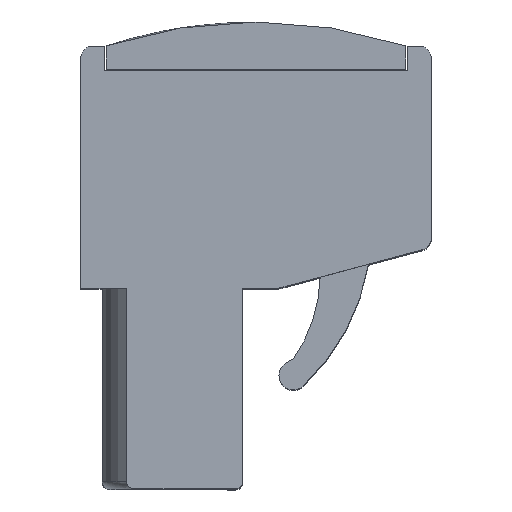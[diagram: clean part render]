
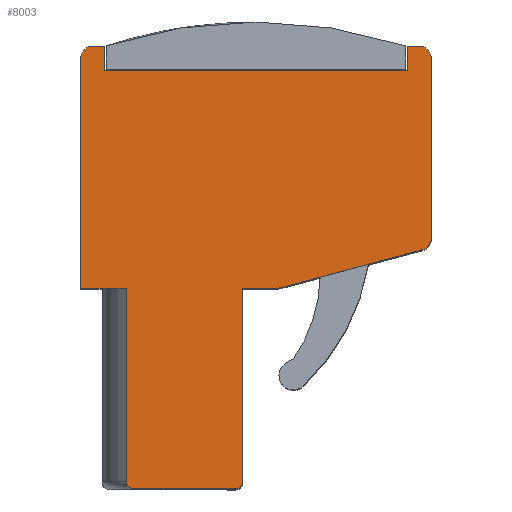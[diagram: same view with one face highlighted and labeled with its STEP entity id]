
A CAD part, top view. The second image highlights one B-rep face of the part: STEP entity #8003.
In plain terms, the highlighted planar face has unit normal (0, 0, 1).
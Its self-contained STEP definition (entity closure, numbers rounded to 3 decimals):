
#148 = CARTESIAN_POINT ( 'NONE',  ( 10.7, 17.8, 2.54 ) ) ;
#290 = DIRECTION ( 'NONE',  ( -1., 0., 0. ) ) ;
#359 = VERTEX_POINT ( 'NONE', #7735 ) ;
#447 = CARTESIAN_POINT ( 'NONE',  ( 4.4, 8.3, 2.54 ) ) ;
#485 = VECTOR ( 'NONE', #7471, 1000. ) ;
#676 = VECTOR ( 'NONE', #4035, 1000. ) ;
#796 = DIRECTION ( 'NONE',  ( 1., 0., 0. ) ) ;
#909 = DIRECTION ( 'NONE',  ( -1., 0., 0. ) ) ;
#1019 = VERTEX_POINT ( 'NONE', #7854 ) ;
#1023 = VERTEX_POINT ( 'NONE', #14600 ) ;
#1081 = EDGE_CURVE ( 'NONE', #3860, #6382, #1951, .T. ) ;
#1155 = CARTESIAN_POINT ( 'NONE',  ( 10.2, 10.372, 2.54 ) ) ;
#1159 = CARTESIAN_POINT ( 'NONE',  ( 2.9, 8.3, 2.54 ) ) ;
#1406 = DIRECTION ( 'NONE',  ( 1., 0., 0. ) ) ;
#1487 = VECTOR ( 'NONE', #3444, 1000. ) ;
#1658 = EDGE_CURVE ( 'NONE', #9146, #13623, #12709, .T. ) ;
#1951 = LINE ( 'NONE', #10280, #7989 ) ;
#2025 = VECTOR ( 'NONE', #909, 1000. ) ;
#2285 = DIRECTION ( 'NONE',  ( 1., 0., 0. ) ) ;
#2385 = ORIENTED_EDGE ( 'NONE', *, *, #10084, .T. ) ;
#2456 = VERTEX_POINT ( 'NONE', #8064 ) ;
#2500 = ORIENTED_EDGE ( 'NONE', *, *, #13356, .T. ) ;
#2610 = ORIENTED_EDGE ( 'NONE', *, *, #14352, .T. ) ;
#2703 = CARTESIAN_POINT ( 'NONE',  ( -1.6, 0., 2.54 ) ) ;
#2911 = CARTESIAN_POINT ( 'NONE',  ( -1.9, 0., 2.54 ) ) ;
#3001 = ORIENTED_EDGE ( 'NONE', *, *, #1658, .F. ) ;
#3037 = CIRCLE ( 'NONE', #4742, 0.3 ) ;
#3069 = DIRECTION ( 'NONE',  ( 0., 1., 0. ) ) ;
#3104 = DIRECTION ( 'NONE',  ( 0., 0., 1. ) ) ;
#3111 = CARTESIAN_POINT ( 'NONE',  ( 10.7, 18.3, 2.54 ) ) ;
#3382 = CARTESIAN_POINT ( 'NONE',  ( 2.9, 0., 2.54 ) ) ;
#3444 = DIRECTION ( 'NONE',  ( 0., -1., 0. ) ) ;
#3504 = DIRECTION ( 'NONE',  ( 0., 1., 0. ) ) ;
#3707 = AXIS2_PLACEMENT_3D ( 'NONE', #13528, #6792, #14674 ) ;
#3838 = EDGE_CURVE ( 'NONE', #12397, #7058, #5373, .T. ) ;
#3860 = VERTEX_POINT ( 'NONE', #13276 ) ;
#3878 = CARTESIAN_POINT ( 'NONE',  ( -2.8, 17.3, 2.54 ) ) ;
#3917 = ORIENTED_EDGE ( 'NONE', *, *, #6060, .T. ) ;
#4035 = DIRECTION ( 'NONE',  ( -1., 0., 0. ) ) ;
#4042 = ORIENTED_EDGE ( 'NONE', *, *, #13335, .T. ) ;
#4090 = CIRCLE ( 'NONE', #5828, 0.3 ) ;
#4286 = AXIS2_PLACEMENT_3D ( 'NONE', #14348, #7619, #796 ) ;
#4344 = CARTESIAN_POINT ( 'NONE',  ( -3.8, 17.8, 2.54 ) ) ;
#4395 = VECTOR ( 'NONE', #1406, 1000. ) ;
#4582 = EDGE_CURVE ( 'NONE', #1023, #2456, #6958, .T. ) ;
#4742 = AXIS2_PLACEMENT_3D ( 'NONE', #5439, #13330, #6590 ) ;
#4761 = CARTESIAN_POINT ( 'NONE',  ( 4.4, 8.3, 2.54 ) ) ;
#4838 = CARTESIAN_POINT ( 'NONE',  ( -3.3, 17.8, 2.54 ) ) ;
#4973 = ORIENTED_EDGE ( 'NONE', *, *, #10092, .T. ) ;
#5062 = LINE ( 'NONE', #3111, #2025 ) ;
#5081 = EDGE_CURVE ( 'NONE', #7855, #9761, #7532, .T. ) ;
#5130 = VERTEX_POINT ( 'NONE', #148 ) ;
#5331 = VECTOR ( 'NONE', #12801, 1000. ) ;
#5373 = LINE ( 'NONE', #14311, #8027 ) ;
#5439 = CARTESIAN_POINT ( 'NONE',  ( 2.6, 0.3, 2.54 ) ) ;
#5677 = ORIENTED_EDGE ( 'NONE', *, *, #8576, .T. ) ;
#5828 = AXIS2_PLACEMENT_3D ( 'NONE', #9876, #3104, #10992 ) ;
#5986 = DIRECTION ( 'NONE',  ( 1., 0., 0. ) ) ;
#6060 = EDGE_CURVE ( 'NONE', #7855, #12211, #12412, .T. ) ;
#6382 = VERTEX_POINT ( 'NONE', #12105 ) ;
#6426 = VECTOR ( 'NONE', #290, 1000. ) ;
#6547 = VERTEX_POINT ( 'NONE', #1159 ) ;
#6590 = DIRECTION ( 'NONE',  ( 1., 0., 0. ) ) ;
#6594 = CARTESIAN_POINT ( 'NONE',  ( -1.9, 0.3, 2.54 ) ) ;
#6792 = DIRECTION ( 'NONE',  ( 0., 0., 1. ) ) ;
#6958 = CIRCLE ( 'NONE', #7136, 0.5 ) ;
#7058 = VERTEX_POINT ( 'NONE', #12035 ) ;
#7136 = AXIS2_PLACEMENT_3D ( 'NONE', #1155, #9092, #2285 ) ;
#7139 = CARTESIAN_POINT ( 'NONE',  ( -2.8, 17.3, 2.54 ) ) ;
#7306 = ORIENTED_EDGE ( 'NONE', *, *, #9268, .F. ) ;
#7360 = ORIENTED_EDGE ( 'NONE', *, *, #12073, .T. ) ;
#7370 = VERTEX_POINT ( 'NONE', #4761 ) ;
#7471 = DIRECTION ( 'NONE',  ( 0., -1., 0. ) ) ;
#7527 = EDGE_LOOP ( 'NONE', ( #10817, #4973, #3001, #13108, #2610, #5677, #7583, #9008, #2500, #2385, #4042, #10477, #7306, #14381, #3917, #10792, #11878, #7360 ) ) ;
#7532 = LINE ( 'NONE', #13601, #1487 ) ;
#7583 = ORIENTED_EDGE ( 'NONE', *, *, #12078, .T. ) ;
#7619 = DIRECTION ( 'NONE',  ( 0., 0., 1. ) ) ;
#7717 = CIRCLE ( 'NONE', #13435, 0.5 ) ;
#7732 = VECTOR ( 'NONE', #13320, 1000. ) ;
#7735 = CARTESIAN_POINT ( 'NONE',  ( 2.9, 0.3, 2.54 ) ) ;
#7768 = LINE ( 'NONE', #10479, #4395 ) ;
#7819 = CARTESIAN_POINT ( 'NONE',  ( -2.8, 18.3, 2.54 ) ) ;
#7854 = CARTESIAN_POINT ( 'NONE',  ( -3.8, 8.3, 2.54 ) ) ;
#7855 = VERTEX_POINT ( 'NONE', #7819 ) ;
#7924 = EDGE_CURVE ( 'NONE', #9146, #359, #3037, .T. ) ;
#7989 = VECTOR ( 'NONE', #3504, 1000. ) ;
#8003 = ADVANCED_FACE ( 'NONE', ( #10101 ), #11214, .T. ) ;
#8027 = VECTOR ( 'NONE', #3069, 1000. ) ;
#8064 = CARTESIAN_POINT ( 'NONE',  ( 10.7, 10.372, 2.54 ) ) ;
#8194 = CARTESIAN_POINT ( 'NONE',  ( 10.2, 18.3, 2.54 ) ) ;
#8344 = LINE ( 'NONE', #11693, #5331 ) ;
#8363 = DIRECTION ( 'NONE',  ( 0.966, 0.259, 0. ) ) ;
#8576 = EDGE_CURVE ( 'NONE', #6547, #7370, #7768, .T. ) ;
#8814 = EDGE_CURVE ( 'NONE', #12761, #1019, #9526, .T. ) ;
#8846 = CARTESIAN_POINT ( 'NONE',  ( 10.7, 9.988, 2.54 ) ) ;
#9008 = ORIENTED_EDGE ( 'NONE', *, *, #4582, .T. ) ;
#9092 = DIRECTION ( 'NONE',  ( 0., 0., 1. ) ) ;
#9146 = VERTEX_POINT ( 'NONE', #10411 ) ;
#9268 = EDGE_CURVE ( 'NONE', #9761, #3860, #14198, .T. ) ;
#9353 = CARTESIAN_POINT ( 'NONE',  ( 10.7, 18.3, 2.54 ) ) ;
#9526 = LINE ( 'NONE', #10847, #485 ) ;
#9712 = VERTEX_POINT ( 'NONE', #8194 ) ;
#9761 = VERTEX_POINT ( 'NONE', #7139 ) ;
#9876 = CARTESIAN_POINT ( 'NONE',  ( -1.6, 0.3, 2.54 ) ) ;
#10084 = EDGE_CURVE ( 'NONE', #5130, #9712, #10111, .T. ) ;
#10092 = EDGE_CURVE ( 'NONE', #12397, #13623, #4090, .T. ) ;
#10101 = FACE_OUTER_BOUND ( 'NONE', #7527, .T. ) ;
#10111 = CIRCLE ( 'NONE', #4286, 0.5 ) ;
#10280 = CARTESIAN_POINT ( 'NONE',  ( 9.7, 18.3, 2.54 ) ) ;
#10411 = CARTESIAN_POINT ( 'NONE',  ( 2.6, 0., 2.54 ) ) ;
#10477 = ORIENTED_EDGE ( 'NONE', *, *, #1081, .F. ) ;
#10479 = CARTESIAN_POINT ( 'NONE',  ( -3.8, 8.3, 2.54 ) ) ;
#10653 = DIRECTION ( 'NONE',  ( 1., 0., 0. ) ) ;
#10732 = LINE ( 'NONE', #8846, #7732 ) ;
#10792 = ORIENTED_EDGE ( 'NONE', *, *, #13597, .T. ) ;
#10817 = ORIENTED_EDGE ( 'NONE', *, *, #3838, .F. ) ;
#10836 = CARTESIAN_POINT ( 'NONE',  ( -3.3, 18.3, 2.54 ) ) ;
#10847 = CARTESIAN_POINT ( 'NONE',  ( -3.8, 18.3, 2.54 ) ) ;
#10985 = LINE ( 'NONE', #447, #14339 ) ;
#10992 = DIRECTION ( 'NONE',  ( 1., 0., 0. ) ) ;
#11214 = PLANE ( 'NONE',  #3707 ) ;
#11272 = DIRECTION ( 'NONE',  ( 0., 1., 0. ) ) ;
#11646 = VECTOR ( 'NONE', #11272, 1000. ) ;
#11693 = CARTESIAN_POINT ( 'NONE',  ( -3.8, 8.3, 2.54 ) ) ;
#11878 = ORIENTED_EDGE ( 'NONE', *, *, #8814, .T. ) ;
#12035 = CARTESIAN_POINT ( 'NONE',  ( -1.9, 8.3, 2.54 ) ) ;
#12073 = EDGE_CURVE ( 'NONE', #1019, #7058, #8344, .T. ) ;
#12078 = EDGE_CURVE ( 'NONE', #7370, #1023, #10985, .T. ) ;
#12105 = CARTESIAN_POINT ( 'NONE',  ( 9.7, 18.3, 2.54 ) ) ;
#12211 = VERTEX_POINT ( 'NONE', #10836 ) ;
#12397 = VERTEX_POINT ( 'NONE', #6594 ) ;
#12412 = LINE ( 'NONE', #9353, #6426 ) ;
#12709 = LINE ( 'NONE', #2911, #676 ) ;
#12721 = DIRECTION ( 'NONE',  ( 0., 0., 1. ) ) ;
#12761 = VERTEX_POINT ( 'NONE', #4344 ) ;
#12801 = DIRECTION ( 'NONE',  ( 1., 0., 0. ) ) ;
#13108 = ORIENTED_EDGE ( 'NONE', *, *, #7924, .T. ) ;
#13276 = CARTESIAN_POINT ( 'NONE',  ( 9.7, 17.3, 2.54 ) ) ;
#13320 = DIRECTION ( 'NONE',  ( 0., 1., 0. ) ) ;
#13330 = DIRECTION ( 'NONE',  ( 0., 0., 1. ) ) ;
#13335 = EDGE_CURVE ( 'NONE', #9712, #6382, #5062, .T. ) ;
#13356 = EDGE_CURVE ( 'NONE', #2456, #5130, #10732, .T. ) ;
#13435 = AXIS2_PLACEMENT_3D ( 'NONE', #4838, #12721, #5986 ) ;
#13528 = CARTESIAN_POINT ( 'NONE',  ( 0., 0., 2.54 ) ) ;
#13597 = EDGE_CURVE ( 'NONE', #12211, #12761, #7717, .T. ) ;
#13601 = CARTESIAN_POINT ( 'NONE',  ( -2.8, 18.3, 2.54 ) ) ;
#13623 = VERTEX_POINT ( 'NONE', #2703 ) ;
#14198 = LINE ( 'NONE', #3878, #14556 ) ;
#14311 = CARTESIAN_POINT ( 'NONE',  ( -1.9, 0., 2.54 ) ) ;
#14339 = VECTOR ( 'NONE', #8363, 1000. ) ;
#14348 = CARTESIAN_POINT ( 'NONE',  ( 10.2, 17.8, 2.54 ) ) ;
#14352 = EDGE_CURVE ( 'NONE', #359, #6547, #14633, .T. ) ;
#14381 = ORIENTED_EDGE ( 'NONE', *, *, #5081, .F. ) ;
#14556 = VECTOR ( 'NONE', #10653, 1000. ) ;
#14600 = CARTESIAN_POINT ( 'NONE',  ( 10.329, 9.889, 2.54 ) ) ;
#14633 = LINE ( 'NONE', #3382, #11646 ) ;
#14674 = DIRECTION ( 'NONE',  ( 1., 0., 0. ) ) ;
